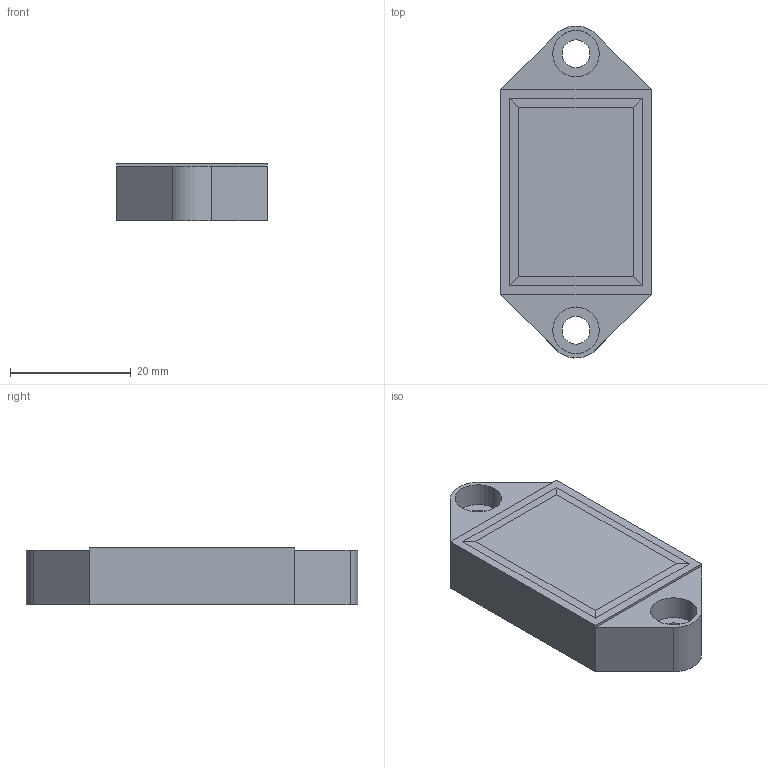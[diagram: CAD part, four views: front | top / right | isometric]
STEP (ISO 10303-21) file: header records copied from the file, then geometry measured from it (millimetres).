
FILE_DESCRIPTION((''),'2;1');
FILE_NAME('DBCAD2310_REF_H32G-2','2016-08-22T',('pfolte'),(''),'PRO/ENGINEER BY PARAMETRIC TECHNOLOGY CORPORATION, 2015440','PRO/ENGINEER BY PARAMETRIC TECHNOLOGY CORPORATION, 2015440','');
FILE_SCHEMA(('CONFIG_CONTROL_DESIGN'));
Length unit declared in the file: millimetre
Products named in the file (1): DBCAD2310_REF_H32G-2
Bounding box: 25 x 54.97 x 9.45 mm (x, y, z)
Volume: 9415 mm3; surface area: 4449 mm2
Topology: 1 solids, 1 shells, 54 faces, 132 edges, 88 vertices
Faces by surface type: plane 36, cylinder 18
Entity records: 2477 total; most frequent: CARTESIAN_POINT 310, ORIENTED_EDGE 264, DIRECTION 260, PRESENTATION_STYLE_ASSIGNMENT 187, STYLED_ITEM 136, CURVE_STYLE 132, EDGE_CURVE 132, VECTOR 96
